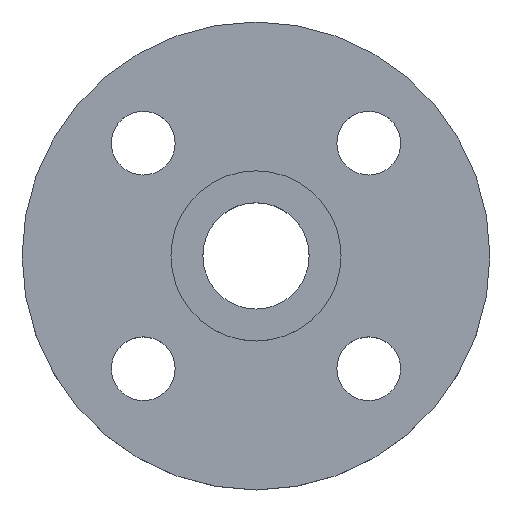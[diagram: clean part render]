
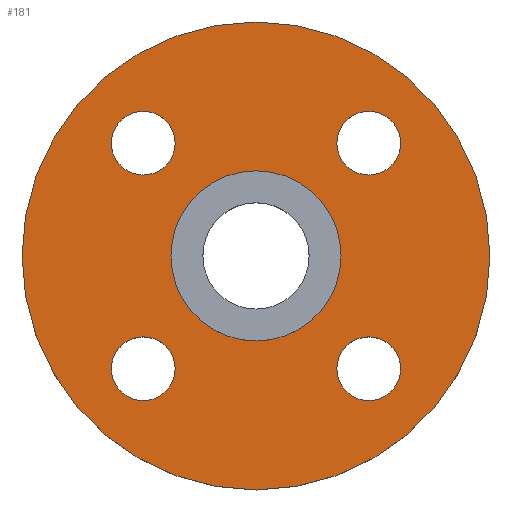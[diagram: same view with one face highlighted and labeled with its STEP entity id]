
A CAD part, top view. The second image highlights one B-rep face of the part: STEP entity #181.
In plain terms, the highlighted planar face has unit normal (0, 0, 1).
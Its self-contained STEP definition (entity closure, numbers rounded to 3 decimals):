
#21=FACE_BOUND('',#55,.T.);
#22=FACE_BOUND('',#56,.T.);
#23=FACE_BOUND('',#57,.T.);
#24=FACE_BOUND('',#58,.T.);
#25=FACE_BOUND('',#59,.T.);
#28=PLANE('',#228);
#38=FACE_OUTER_BOUND('',#54,.T.);
#54=EDGE_LOOP('',(#159));
#55=EDGE_LOOP('',(#160));
#56=EDGE_LOOP('',(#161));
#57=EDGE_LOOP('',(#162));
#58=EDGE_LOOP('',(#163));
#59=EDGE_LOOP('',(#164));
#75=CIRCLE('',#207,4.);
#77=CIRCLE('',#211,1.5);
#79=CIRCLE('',#214,1.5);
#81=CIRCLE('',#217,1.5);
#83=CIRCLE('',#220,1.5);
#87=CIRCLE('',#227,11.);
#89=VERTEX_POINT('',#290);
#91=VERTEX_POINT('',#297);
#93=VERTEX_POINT('',#303);
#95=VERTEX_POINT('',#309);
#97=VERTEX_POINT('',#315);
#101=VERTEX_POINT('',#328);
#104=EDGE_CURVE('',#89,#89,#75,.T.);
#106=EDGE_CURVE('',#91,#91,#77,.T.);
#109=EDGE_CURVE('',#93,#93,#79,.T.);
#112=EDGE_CURVE('',#95,#95,#81,.T.);
#115=EDGE_CURVE('',#97,#97,#83,.T.);
#121=EDGE_CURVE('',#101,#101,#87,.T.);
#159=ORIENTED_EDGE('',*,*,#121,.T.);
#160=ORIENTED_EDGE('',*,*,#104,.T.);
#161=ORIENTED_EDGE('',*,*,#106,.T.);
#162=ORIENTED_EDGE('',*,*,#109,.T.);
#163=ORIENTED_EDGE('',*,*,#112,.T.);
#164=ORIENTED_EDGE('',*,*,#115,.T.);
#181=ADVANCED_FACE('',(#38,#21,#22,#23,#24,#25),#28,.T.);
#207=AXIS2_PLACEMENT_3D('',#292,#236,#237);
#211=AXIS2_PLACEMENT_3D('',#298,#244,#245);
#214=AXIS2_PLACEMENT_3D('',#304,#251,#252);
#217=AXIS2_PLACEMENT_3D('',#310,#258,#259);
#220=AXIS2_PLACEMENT_3D('',#316,#265,#266);
#227=AXIS2_PLACEMENT_3D('',#329,#281,#282);
#228=AXIS2_PLACEMENT_3D('',#331,#284,#285);
#236=DIRECTION('center_axis',(0.,0.,-1.));
#237=DIRECTION('ref_axis',(1.,0.,0.));
#244=DIRECTION('center_axis',(0.,0.,-1.));
#245=DIRECTION('ref_axis',(1.,0.,0.));
#251=DIRECTION('center_axis',(0.,0.,-1.));
#252=DIRECTION('ref_axis',(1.,0.,0.));
#258=DIRECTION('center_axis',(0.,0.,-1.));
#259=DIRECTION('ref_axis',(1.,0.,0.));
#265=DIRECTION('center_axis',(0.,0.,-1.));
#266=DIRECTION('ref_axis',(1.,0.,0.));
#281=DIRECTION('center_axis',(0.,0.,1.));
#282=DIRECTION('ref_axis',(1.,0.,0.));
#284=DIRECTION('center_axis',(0.,0.,1.));
#285=DIRECTION('ref_axis',(1.,0.,0.));
#290=CARTESIAN_POINT('',(-4.,0.,1.4));
#292=CARTESIAN_POINT('Origin',(0.,0.,1.4));
#297=CARTESIAN_POINT('',(-6.803,-5.303,1.4));
#298=CARTESIAN_POINT('Origin',(-5.303,-5.303,1.4));
#303=CARTESIAN_POINT('',(-6.803,5.303,1.4));
#304=CARTESIAN_POINT('Origin',(-5.303,5.303,1.4));
#309=CARTESIAN_POINT('',(3.803,5.303,1.4));
#310=CARTESIAN_POINT('Origin',(5.303,5.303,1.4));
#315=CARTESIAN_POINT('',(3.803,-5.303,1.4));
#316=CARTESIAN_POINT('Origin',(5.303,-5.303,1.4));
#328=CARTESIAN_POINT('',(-11.,0.,1.4));
#329=CARTESIAN_POINT('Origin',(0.,0.,1.4));
#331=CARTESIAN_POINT('Origin',(0.,0.,1.4));
